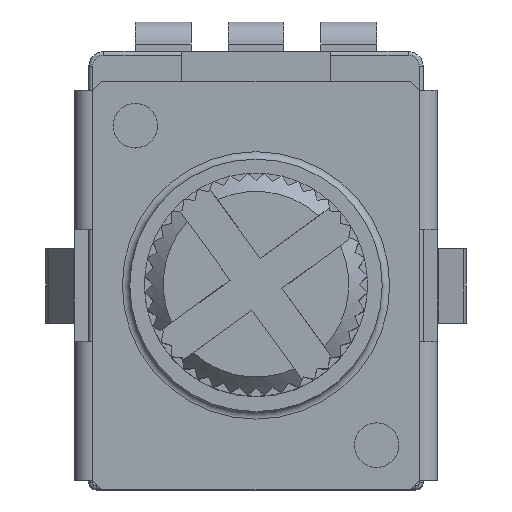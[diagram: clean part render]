
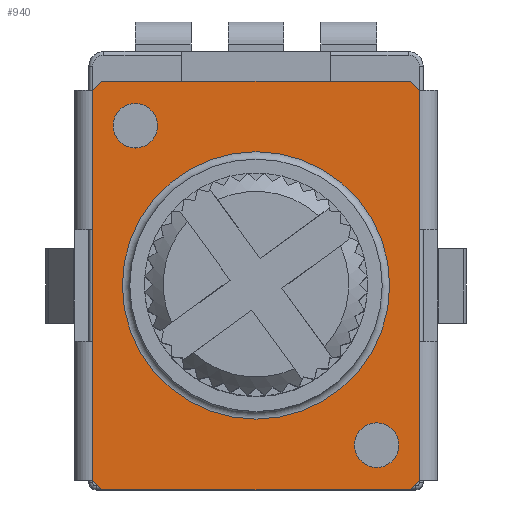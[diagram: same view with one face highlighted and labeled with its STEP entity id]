
A CAD part, top view. The second image highlights one B-rep face of the part: STEP entity #940.
In plain terms, the highlighted planar face has unit normal (0, 0, 1).
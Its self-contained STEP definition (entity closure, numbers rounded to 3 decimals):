
#940=ADVANCED_FACE('',(#4991,#4993,#4995,#4997),#4999,.T.);
#4991=FACE_BOUND('',#4992,.T.);
#4992=EDGE_LOOP('',(#8647,#8648,#8649,#8650,#8651,#8652,#8653,#8654,#8655,#8656,
#8657,#8658));
#4993=FACE_BOUND('',#4994,.T.);
#4994=EDGE_LOOP('',(#8659));
#4995=FACE_BOUND('',#4996,.T.);
#4996=EDGE_LOOP('',(#8660));
#4997=FACE_BOUND('',#4998,.T.);
#4998=EDGE_LOOP('',(#8661));
#4999=PLANE('',#5000);
#5000=AXIS2_PLACEMENT_3D('',#5001,#5002,#5003);
#5001=CARTESIAN_POINT('',(0.,0.,6.8));
#5002=DIRECTION('',(0.,0.,1.));
#5003=DIRECTION('',(1.,0.,0.));
#8647=ORIENTED_EDGE('',*,*,#10646,.T.);
#8648=ORIENTED_EDGE('',*,*,#10647,.T.);
#8649=ORIENTED_EDGE('',*,*,#10648,.T.);
#8650=ORIENTED_EDGE('',*,*,#10649,.T.);
#8651=ORIENTED_EDGE('',*,*,#10650,.T.);
#8652=ORIENTED_EDGE('',*,*,#10651,.T.);
#8653=ORIENTED_EDGE('',*,*,#10652,.T.);
#8654=ORIENTED_EDGE('',*,*,#10653,.T.);
#8655=ORIENTED_EDGE('',*,*,#10654,.T.);
#8656=ORIENTED_EDGE('',*,*,#10655,.T.);
#8657=ORIENTED_EDGE('',*,*,#10656,.T.);
#8658=ORIENTED_EDGE('',*,*,#10657,.T.);
#8659=ORIENTED_EDGE('',*,*,#10658,.T.);
#8660=ORIENTED_EDGE('',*,*,#10659,.T.);
#8661=ORIENTED_EDGE('',*,*,#10660,.F.);
#10646=EDGE_CURVE('',#11912,#11913,#11914,.F.);
#10647=EDGE_CURVE('',#11913,#11915,#11916,.T.);
#10648=EDGE_CURVE('',#11915,#11917,#11918,.T.);
#10649=EDGE_CURVE('',#11917,#11919,#11920,.T.);
#10650=EDGE_CURVE('',#11919,#11921,#11922,.T.);
#10651=EDGE_CURVE('',#11921,#11923,#11924,.T.);
#10652=EDGE_CURVE('',#11923,#11925,#11926,.F.);
#10653=EDGE_CURVE('',#11925,#11927,#11928,.T.);
#10654=EDGE_CURVE('',#11927,#11929,#11930,.T.);
#10655=EDGE_CURVE('',#11929,#11931,#11932,.T.);
#10656=EDGE_CURVE('',#11931,#11933,#11934,.T.);
#10657=EDGE_CURVE('',#11933,#11912,#11935,.T.);
#10658=EDGE_CURVE('',#11936,#11936,#11937,.F.);
#10659=EDGE_CURVE('',#11938,#11938,#11939,.F.);
#10660=EDGE_CURVE('',#11940,#11940,#11941,.T.);
#11912=VERTEX_POINT('',#14233);
#11913=VERTEX_POINT('',#14234);
#11914=LINE('',#14235,#14236);
#11915=VERTEX_POINT('',#14238);
#11916=LINE('',#14239,#14240);
#11917=VERTEX_POINT('',#14242);
#11918=LINE('',#14243,#14244);
#11919=VERTEX_POINT('',#14246);
#11920=LINE('',#14247,#14248);
#11921=VERTEX_POINT('',#14250);
#11922=LINE('',#14251,#14252);
#11923=VERTEX_POINT('',#14254);
#11924=LINE('',#14255,#14256);
#11925=VERTEX_POINT('',#14258);
#11926=LINE('',#14259,#14260);
#11927=VERTEX_POINT('',#14262);
#11928=LINE('',#14263,#14264);
#11929=VERTEX_POINT('',#14266);
#11930=LINE('',#14267,#14268);
#11931=VERTEX_POINT('',#14270);
#11932=LINE('',#14271,#14272);
#11933=VERTEX_POINT('',#14274);
#11934=LINE('',#14275,#14276);
#11935=LINE('',#14278,#14279);
#11936=VERTEX_POINT('',#14281);
#11937=CIRCLE('',#14282,0.6);
#11938=VERTEX_POINT('',#14286);
#11939=CIRCLE('',#14287,0.6);
#11940=VERTEX_POINT('',#14291);
#11941=CIRCLE('',#14292,3.6);
#14233=CARTESIAN_POINT('',(4.4,-1.5,6.8));
#14234=CARTESIAN_POINT('',(4.4,1.5,6.8));
#14235=CARTESIAN_POINT('',(4.4,1.5,6.8));
#14236=VECTOR('',#14237,1.);
#14237=DIRECTION('',(0.,-1.,0.));
#14238=CARTESIAN_POINT('',(4.4,5.25,6.8));
#14239=CARTESIAN_POINT('',(4.4,1.5,6.8));
#14240=VECTOR('',#14241,1.);
#14241=DIRECTION('',(0.,1.,0.));
#14242=CARTESIAN_POINT('',(4.15,5.5,6.8));
#14243=CARTESIAN_POINT('',(4.4,5.25,6.8));
#14244=VECTOR('',#14245,1.);
#14245=DIRECTION('',(-0.707,0.707,0.));
#14246=CARTESIAN_POINT('',(-4.15,5.5,6.8));
#14247=CARTESIAN_POINT('',(4.15,5.5,6.8));
#14248=VECTOR('',#14249,1.);
#14249=DIRECTION('',(-1.,0.,0.));
#14250=CARTESIAN_POINT('',(-4.4,5.25,6.8));
#14251=CARTESIAN_POINT('',(-4.15,5.5,6.8));
#14252=VECTOR('',#14253,1.);
#14253=DIRECTION('',(-0.707,-0.707,0.));
#14254=CARTESIAN_POINT('',(-4.4,1.5,6.8));
#14255=CARTESIAN_POINT('',(-4.4,5.25,6.8));
#14256=VECTOR('',#14257,1.);
#14257=DIRECTION('',(0.,-1.,0.));
#14258=CARTESIAN_POINT('',(-4.4,-1.5,6.8));
#14259=CARTESIAN_POINT('',(-4.4,-1.5,6.8));
#14260=VECTOR('',#14261,1.);
#14261=DIRECTION('',(0.,1.,0.));
#14262=CARTESIAN_POINT('',(-4.4,-5.25,6.8));
#14263=CARTESIAN_POINT('',(-4.4,-1.5,6.8));
#14264=VECTOR('',#14265,1.);
#14265=DIRECTION('',(0.,-1.,0.));
#14266=CARTESIAN_POINT('',(-4.15,-5.5,6.8));
#14267=CARTESIAN_POINT('',(-4.4,-5.25,6.8));
#14268=VECTOR('',#14269,1.);
#14269=DIRECTION('',(0.707,-0.707,0.));
#14270=CARTESIAN_POINT('',(4.15,-5.5,6.8));
#14271=CARTESIAN_POINT('',(-4.15,-5.5,6.8));
#14272=VECTOR('',#14273,1.);
#14273=DIRECTION('',(1.,0.,0.));
#14274=CARTESIAN_POINT('',(4.4,-5.25,6.8));
#14275=CARTESIAN_POINT('',(4.15,-5.5,6.8));
#14276=VECTOR('',#14277,1.);
#14277=DIRECTION('',(0.707,0.707,0.));
#14278=CARTESIAN_POINT('',(4.4,-5.25,6.8));
#14279=VECTOR('',#14280,1.);
#14280=DIRECTION('',(0.,1.,0.));
#14281=CARTESIAN_POINT('',(-2.65,4.3,6.8));
#14282=AXIS2_PLACEMENT_3D('',#14283,#14284,#14285);
#14283=CARTESIAN_POINT('',(-3.25,4.3,6.8));
#14284=DIRECTION('',(0.,0.,1.));
#14285=DIRECTION('',(1.,0.,0.));
#14286=CARTESIAN_POINT('',(3.85,-4.3,6.8));
#14287=AXIS2_PLACEMENT_3D('',#14288,#14289,#14290);
#14288=CARTESIAN_POINT('',(3.25,-4.3,6.8));
#14289=DIRECTION('',(0.,0.,1.));
#14290=DIRECTION('',(1.,0.,0.));
#14291=CARTESIAN_POINT('',(3.6,0.,6.8));
#14292=AXIS2_PLACEMENT_3D('',#14293,#14294,#14295);
#14293=CARTESIAN_POINT('',(0.,0.,6.8));
#14294=DIRECTION('',(0.,0.,1.));
#14295=DIRECTION('',(1.,0.,0.));
